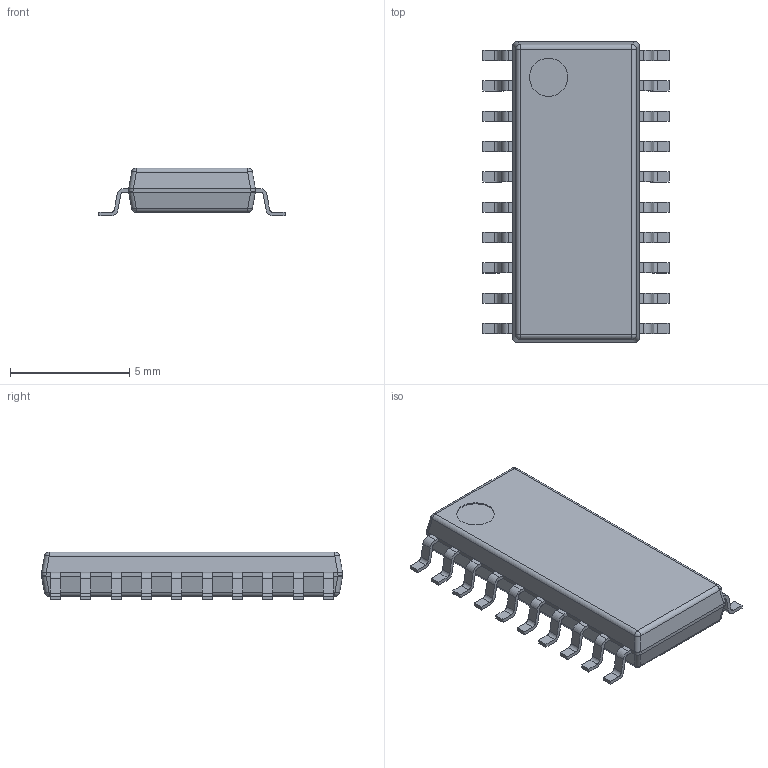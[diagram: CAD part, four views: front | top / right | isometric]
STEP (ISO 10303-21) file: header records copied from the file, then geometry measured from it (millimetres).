
FILE_DESCRIPTION((''),'2;1');
FILE_NAME('NS0020A_ASM','2017-12-21T13:55:36',('a0412086'),(''),'CREO PARAMETRIC BY PTC INC, 2017260','CREO PARAMETRIC BY PTC INC, 2017260','');
FILE_SCHEMA(('AUTOMOTIVE_DESIGN { 1 0 10303 214 1 1 1 1 }'));
Length unit declared in the file: millimetre
Products named in the file (3): BODY-SO; LEAD-SO; NS0020A_ASM
Assembly tree (21 placements, depth 2):
  NS0020A_ASM
    BODY-SO
    LEAD-SO  x20
Bounding box: 7.8 x 12.6 x 2 mm (x, y, z)
Volume: 121 mm3; surface area: 232.8 mm2
Topology: 21 solids, 21 shells, 333 faces, 830 edges, 540 vertices
Faces by surface type: plane 223, cylinder 102, sphere 8
Entity records: 3096 total; most frequent: CARTESIAN_POINT 750, DIRECTION 371, ORIENTED_EDGE 292, PRESENTATION_STYLE_ASSIGNMENT 149, STYLED_ITEM 149, CURVE_STYLE 146, EDGE_CURVE 146, AXIS2_PLACEMENT_3D 142
